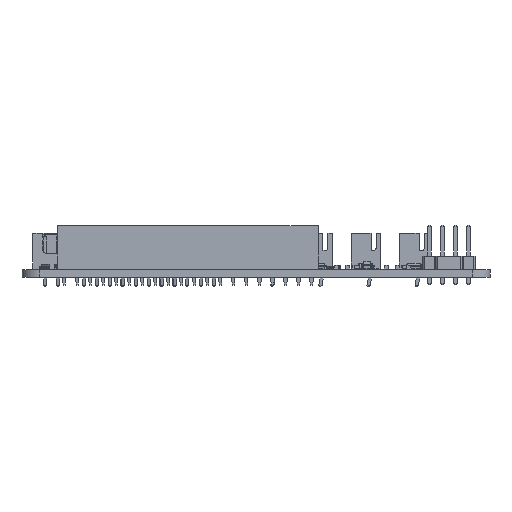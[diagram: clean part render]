
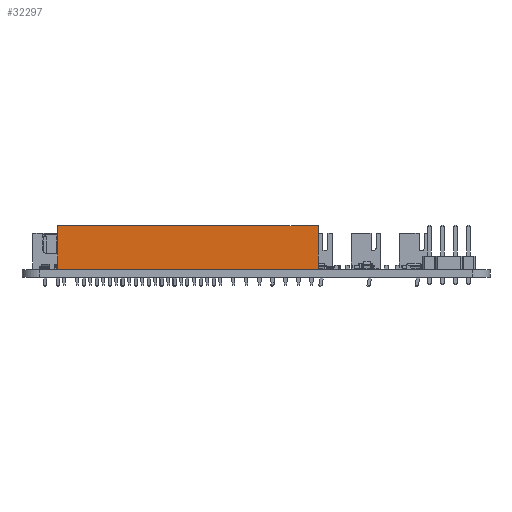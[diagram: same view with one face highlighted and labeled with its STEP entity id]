
A CAD part, front view. The second image highlights one B-rep face of the part: STEP entity #32297.
In plain terms, the highlighted face is planar.
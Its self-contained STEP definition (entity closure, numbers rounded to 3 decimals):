
#32297 = ADVANCED_FACE('',(#32298),#32332,.F.);
#32298 = FACE_BOUND('',#32299,.F.);
#32299 = EDGE_LOOP('',(#32300,#32310,#32318,#32326));
#32300 = ORIENTED_EDGE('',*,*,#32301,.T.);
#32301 = EDGE_CURVE('',#32302,#32304,#32306,.T.);
#32302 = VERTEX_POINT('',#32303);
#32303 = CARTESIAN_POINT('',(1.27,-49.53,0.));
#32304 = VERTEX_POINT('',#32305);
#32305 = CARTESIAN_POINT('',(1.27,-49.53,8.5));
#32306 = LINE('',#32307,#32308);
#32307 = CARTESIAN_POINT('',(1.27,-49.53,0.));
#32308 = VECTOR('',#32309,1.);
#32309 = DIRECTION('',(0.,0.,1.));
#32310 = ORIENTED_EDGE('',*,*,#32311,.T.);
#32311 = EDGE_CURVE('',#32304,#32312,#32314,.T.);
#32312 = VERTEX_POINT('',#32313);
#32313 = CARTESIAN_POINT('',(1.27,1.27,8.5));
#32314 = LINE('',#32315,#32316);
#32315 = CARTESIAN_POINT('',(1.27,-49.53,8.5));
#32316 = VECTOR('',#32317,1.);
#32317 = DIRECTION('',(0.,1.,0.));
#32318 = ORIENTED_EDGE('',*,*,#32319,.F.);
#32319 = EDGE_CURVE('',#32320,#32312,#32322,.T.);
#32320 = VERTEX_POINT('',#32321);
#32321 = CARTESIAN_POINT('',(1.27,1.27,0.));
#32322 = LINE('',#32323,#32324);
#32323 = CARTESIAN_POINT('',(1.27,1.27,0.));
#32324 = VECTOR('',#32325,1.);
#32325 = DIRECTION('',(0.,0.,1.));
#32326 = ORIENTED_EDGE('',*,*,#32327,.F.);
#32327 = EDGE_CURVE('',#32302,#32320,#32328,.T.);
#32328 = LINE('',#32329,#32330);
#32329 = CARTESIAN_POINT('',(1.27,-49.53,0.));
#32330 = VECTOR('',#32331,1.);
#32331 = DIRECTION('',(0.,1.,0.));
#32332 = PLANE('',#32333);
#32333 = AXIS2_PLACEMENT_3D('',#32334,#32335,#32336);
#32334 = CARTESIAN_POINT('',(1.27,-49.53,0.));
#32335 = DIRECTION('',(-1.,0.,0.));
#32336 = DIRECTION('',(0.,1.,0.));
